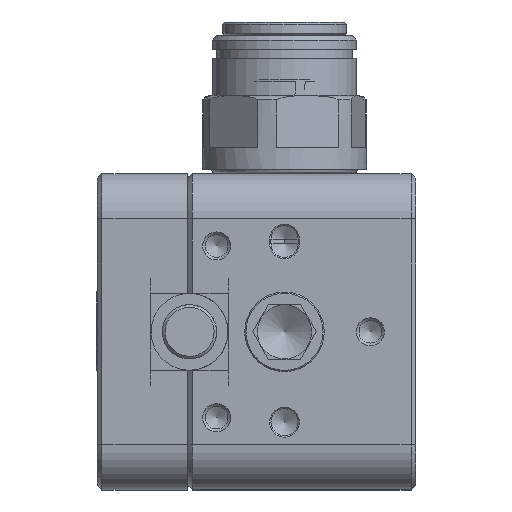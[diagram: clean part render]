
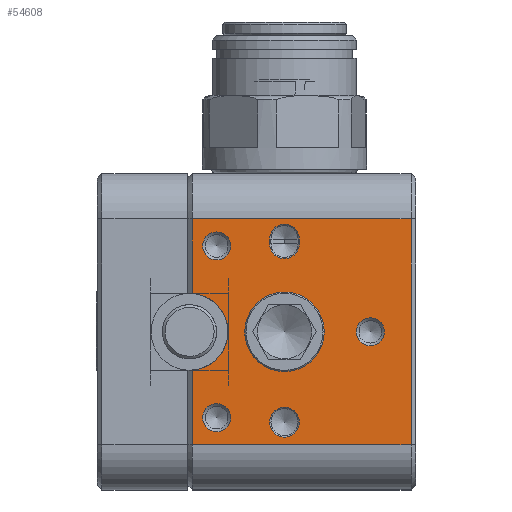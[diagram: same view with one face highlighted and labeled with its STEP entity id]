
A CAD part, left-side view. The second image highlights one B-rep face of the part: STEP entity #54608.
In plain terms, the highlighted planar face has unit normal (-1, 0, 0).
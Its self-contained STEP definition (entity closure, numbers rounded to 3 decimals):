
#117 = ORIENTED_EDGE ( 'NONE', *, *, #6295, .F. ) ;
#182 = DIRECTION ( 'NONE',  ( 0., 1., 0. ) ) ;
#726 = VECTOR ( 'NONE', #9299, 1000. ) ;
#967 = CIRCLE ( 'NONE', #23343, 1.55 ) ;
#992 = DIRECTION ( 'NONE',  ( 1., 0., 0. ) ) ;
#1001 = ORIENTED_EDGE ( 'NONE', *, *, #6970, .F. ) ;
#1288 = ORIENTED_EDGE ( 'NONE', *, *, #5757, .F. ) ;
#1376 = ORIENTED_EDGE ( 'NONE', *, *, #3156, .T. ) ;
#1506 = CARTESIAN_POINT ( 'NONE',  ( -20.636, 473.228, 630.293 ) ) ;
#2153 = VERTEX_POINT ( 'NONE', #44886 ) ;
#2241 = LINE ( 'NONE', #33308, #9152 ) ;
#2453 = EDGE_CURVE ( 'NONE', #21737, #39718, #12553, .T. ) ;
#3156 = EDGE_CURVE ( 'NONE', #10961, #18842, #4237, .T. ) ;
#3651 = VERTEX_POINT ( 'NONE', #50748 ) ;
#3812 = DIRECTION ( 'NONE',  ( 0., 0., 1. ) ) ;
#3871 = VECTOR ( 'NONE', #182, 1000. ) ;
#3918 = VERTEX_POINT ( 'NONE', #22465 ) ;
#3946 = EDGE_CURVE ( 'NONE', #3918, #3918, #967, .T. ) ;
#4107 = AXIS2_PLACEMENT_3D ( 'NONE', #49725, #36925, #27601 ) ;
#4237 = CIRCLE ( 'NONE', #23951, 4.25 ) ;
#4673 = EDGE_CURVE ( 'NONE', #39718, #2153, #44275, .T. ) ;
#4698 = FACE_BOUND ( 'NONE', #42372, .T. ) ;
#5007 = CIRCLE ( 'NONE', #38706, 1.65 ) ;
#5757 = EDGE_CURVE ( 'NONE', #48390, #48390, #8035, .T. ) ;
#5781 = DIRECTION ( 'NONE',  ( 0., 0., 1. ) ) ;
#5795 = CARTESIAN_POINT ( 'NONE',  ( -20.636, 451.728, 636.743 ) ) ;
#6295 = EDGE_CURVE ( 'NONE', #30912, #30912, #49993, .T. ) ;
#6833 = ORIENTED_EDGE ( 'NONE', *, *, #4673, .F. ) ;
#6870 = CARTESIAN_POINT ( 'NONE',  ( -20.636, 467.378, 628.993 ) ) ;
#6970 = EDGE_CURVE ( 'NONE', #52790, #52790, #40706, .T. ) ;
#8035 = CIRCLE ( 'NONE', #40790, 4.4 ) ;
#8903 = CARTESIAN_POINT ( 'NONE',  ( -20.636, 465.728, 610.893 ) ) ;
#9152 = VECTOR ( 'NONE', #51345, 1000. ) ;
#9299 = DIRECTION ( 'NONE',  ( 0., 0., -1. ) ) ;
#9380 = FACE_OUTER_BOUND ( 'NONE', #37659, .T. ) ;
#10809 = DIRECTION ( 'NONE',  ( 0., 0., 1. ) ) ;
#10961 = VERTEX_POINT ( 'NONE', #24944 ) ;
#12553 = CIRCLE ( 'NONE', #4107, 1.65 ) ;
#12956 = CARTESIAN_POINT ( 'NONE',  ( -20.636, 475.928, 615.003 ) ) ;
#13266 = ORIENTED_EDGE ( 'NONE', *, *, #42403, .T. ) ;
#13783 = FACE_BOUND ( 'NONE', #56845, .T. ) ;
#14494 = VERTEX_POINT ( 'NONE', #53773 ) ;
#14517 = EDGE_CURVE ( 'NONE', #14494, #10961, #49105, .T. ) ;
#14856 = EDGE_LOOP ( 'NONE', ( #1288 ) ) ;
#14921 = DIRECTION ( 'NONE',  ( 0., 0., 1. ) ) ;
#15192 = DIRECTION ( 'NONE',  ( -1., 0., 0. ) ) ;
#15200 = DIRECTION ( 'NONE',  ( 0., 0., -1. ) ) ;
#17250 = DIRECTION ( 'NONE',  ( 0., 0., -1. ) ) ;
#17737 = CARTESIAN_POINT ( 'NONE',  ( -20.636, 473.228, 611.293 ) ) ;
#18196 = EDGE_LOOP ( 'NONE', ( #13266, #50611, #6833, #21609 ) ) ;
#18250 = FACE_BOUND ( 'NONE', #18196, .T. ) ;
#18842 = VERTEX_POINT ( 'NONE', #12956 ) ;
#19413 = CARTESIAN_POINT ( 'NONE',  ( -20.636, 476.428, 636.743 ) ) ;
#19942 = DIRECTION ( 'NONE',  ( -1., 0., 0. ) ) ;
#21267 = CARTESIAN_POINT ( 'NONE',  ( -20.636, 475.928, 606.743 ) ) ;
#21609 = ORIENTED_EDGE ( 'NONE', *, *, #2453, .F. ) ;
#21737 = VERTEX_POINT ( 'NONE', #57025 ) ;
#22465 = CARTESIAN_POINT ( 'NONE',  ( -20.636, 456.228, 620.793 ) ) ;
#23050 = AXIS2_PLACEMENT_3D ( 'NONE', #35146, #34857, #47938 ) ;
#23166 = DIRECTION ( 'NONE',  ( 0., 0., 1. ) ) ;
#23343 = AXIS2_PLACEMENT_3D ( 'NONE', #49165, #57671, #3812 ) ;
#23951 = AXIS2_PLACEMENT_3D ( 'NONE', #53920, #992, #35846 ) ;
#24307 = CARTESIAN_POINT ( 'NONE',  ( -20.636, 473.228, 628.743 ) ) ;
#24785 = DIRECTION ( 'NONE',  ( 0., 0., 1. ) ) ;
#24944 = CARTESIAN_POINT ( 'NONE',  ( -20.636, 475.928, 623.482 ) ) ;
#25821 = EDGE_CURVE ( 'NONE', #48030, #31556, #45819, .T. ) ;
#25956 = VECTOR ( 'NONE', #17250, 1000. ) ;
#25996 = VECTOR ( 'NONE', #23166, 1000. ) ;
#26513 = EDGE_CURVE ( 'NONE', #35215, #48030, #2241, .T. ) ;
#27332 = PLANE ( 'NONE',  #40656 ) ;
#27601 = DIRECTION ( 'NONE',  ( 0., 0., 1. ) ) ;
#28472 = DIRECTION ( 'NONE',  ( -1., 0., 0. ) ) ;
#28662 = CARTESIAN_POINT ( 'NONE',  ( -20.636, 465.728, 629.493 ) ) ;
#28899 = ORIENTED_EDGE ( 'NONE', *, *, #50134, .T. ) ;
#30609 = CARTESIAN_POINT ( 'NONE',  ( -20.636, 464.078, 628.993 ) ) ;
#30912 = VERTEX_POINT ( 'NONE', #17737 ) ;
#31556 = VERTEX_POINT ( 'NONE', #54237 ) ;
#31685 = FACE_BOUND ( 'NONE', #41478, .T. ) ;
#32458 = EDGE_LOOP ( 'NONE', ( #48922 ) ) ;
#32954 = EDGE_CURVE ( 'NONE', #41605, #41605, #39862, .T. ) ;
#33308 = CARTESIAN_POINT ( 'NONE',  ( -20.636, 476.428, 606.743 ) ) ;
#34738 = ORIENTED_EDGE ( 'NONE', *, *, #32954, .F. ) ;
#34857 = DIRECTION ( 'NONE',  ( -1., 0., 0. ) ) ;
#35146 = CARTESIAN_POINT ( 'NONE',  ( -20.636, 473.228, 609.743 ) ) ;
#35215 = VERTEX_POINT ( 'NONE', #21267 ) ;
#35846 = DIRECTION ( 'NONE',  ( 0., 0., 1. ) ) ;
#36157 = CARTESIAN_POINT ( 'NONE',  ( -20.636, 464.078, 628.993 ) ) ;
#36925 = DIRECTION ( 'NONE',  ( -1., 0., 0. ) ) ;
#37065 = LINE ( 'NONE', #6870, #57016 ) ;
#37291 = EDGE_CURVE ( 'NONE', #2153, #3651, #5007, .T. ) ;
#37659 = EDGE_LOOP ( 'NONE', ( #49680, #37714, #41471, #43753, #1376, #28899 ) ) ;
#37693 = DIRECTION ( 'NONE',  ( -1., 0., 0. ) ) ;
#37714 = ORIENTED_EDGE ( 'NONE', *, *, #25821, .T. ) ;
#38003 = AXIS2_PLACEMENT_3D ( 'NONE', #24307, #19942, #54672 ) ;
#38706 = AXIS2_PLACEMENT_3D ( 'NONE', #28662, #37693, #5781 ) ;
#39203 = LINE ( 'NONE', #57298, #25956 ) ;
#39718 = VERTEX_POINT ( 'NONE', #36157 ) ;
#39862 = CIRCLE ( 'NONE', #38003, 1.55 ) ;
#40256 = VECTOR ( 'NONE', #48364, 1000. ) ;
#40656 = AXIS2_PLACEMENT_3D ( 'NONE', #19413, #55273, #15200 ) ;
#40706 = CIRCLE ( 'NONE', #45297, 1.65 ) ;
#40790 = AXIS2_PLACEMENT_3D ( 'NONE', #55263, #15192, #10809 ) ;
#41471 = ORIENTED_EDGE ( 'NONE', *, *, #53906, .T. ) ;
#41478 = EDGE_LOOP ( 'NONE', ( #117 ) ) ;
#41605 = VERTEX_POINT ( 'NONE', #1506 ) ;
#42372 = EDGE_LOOP ( 'NONE', ( #34738 ) ) ;
#42403 = EDGE_CURVE ( 'NONE', #21737, #3651, #37065, .T. ) ;
#43484 = CARTESIAN_POINT ( 'NONE',  ( -20.636, 476.428, 631.743 ) ) ;
#43753 = ORIENTED_EDGE ( 'NONE', *, *, #14517, .T. ) ;
#44060 = LINE ( 'NONE', #43484, #3871 ) ;
#44275 = LINE ( 'NONE', #30609, #40256 ) ;
#44771 = FACE_BOUND ( 'NONE', #14856, .T. ) ;
#44848 = CARTESIAN_POINT ( 'NONE',  ( -20.636, 465.728, 623.643 ) ) ;
#44886 = CARTESIAN_POINT ( 'NONE',  ( -20.636, 464.078, 629.493 ) ) ;
#45297 = AXIS2_PLACEMENT_3D ( 'NONE', #55871, #28472, #14921 ) ;
#45819 = LINE ( 'NONE', #5795, #25996 ) ;
#47938 = DIRECTION ( 'NONE',  ( 0., 0., 1. ) ) ;
#48030 = VERTEX_POINT ( 'NONE', #54437 ) ;
#48364 = DIRECTION ( 'NONE',  ( 0., 0., 1. ) ) ;
#48390 = VERTEX_POINT ( 'NONE', #44848 ) ;
#48922 = ORIENTED_EDGE ( 'NONE', *, *, #3946, .F. ) ;
#49105 = LINE ( 'NONE', #49378, #726 ) ;
#49165 = CARTESIAN_POINT ( 'NONE',  ( -20.636, 456.228, 619.243 ) ) ;
#49378 = CARTESIAN_POINT ( 'NONE',  ( -20.636, 475.928, 623.493 ) ) ;
#49680 = ORIENTED_EDGE ( 'NONE', *, *, #26513, .T. ) ;
#49725 = CARTESIAN_POINT ( 'NONE',  ( -20.636, 465.728, 628.993 ) ) ;
#49993 = CIRCLE ( 'NONE', #23050, 1.55 ) ;
#50134 = EDGE_CURVE ( 'NONE', #18842, #35215, #39203, .T. ) ;
#50611 = ORIENTED_EDGE ( 'NONE', *, *, #37291, .F. ) ;
#50748 = CARTESIAN_POINT ( 'NONE',  ( -20.636, 467.378, 629.493 ) ) ;
#51345 = DIRECTION ( 'NONE',  ( 0., -1., 0. ) ) ;
#52790 = VERTEX_POINT ( 'NONE', #8903 ) ;
#53773 = CARTESIAN_POINT ( 'NONE',  ( -20.636, 475.928, 631.743 ) ) ;
#53906 = EDGE_CURVE ( 'NONE', #31556, #14494, #44060, .T. ) ;
#53920 = CARTESIAN_POINT ( 'NONE',  ( -20.636, 476.228, 619.243 ) ) ;
#54237 = CARTESIAN_POINT ( 'NONE',  ( -20.636, 451.728, 631.743 ) ) ;
#54417 = FACE_BOUND ( 'NONE', #32458, .T. ) ;
#54437 = CARTESIAN_POINT ( 'NONE',  ( -20.636, 451.728, 606.743 ) ) ;
#54608 = ADVANCED_FACE ( 'NONE', ( #18250, #13783, #44771, #4698, #31685, #54417, #9380 ), #27332, .F. ) ;
#54672 = DIRECTION ( 'NONE',  ( 0., 0., 1. ) ) ;
#55263 = CARTESIAN_POINT ( 'NONE',  ( -20.636, 465.728, 619.243 ) ) ;
#55273 = DIRECTION ( 'NONE',  ( 1., 0., 0. ) ) ;
#55871 = CARTESIAN_POINT ( 'NONE',  ( -20.636, 465.728, 609.243 ) ) ;
#56845 = EDGE_LOOP ( 'NONE', ( #1001 ) ) ;
#57016 = VECTOR ( 'NONE', #24785, 1000. ) ;
#57025 = CARTESIAN_POINT ( 'NONE',  ( -20.636, 467.378, 628.993 ) ) ;
#57298 = CARTESIAN_POINT ( 'NONE',  ( -20.636, 475.928, 606.743 ) ) ;
#57671 = DIRECTION ( 'NONE',  ( -1., 0., 0. ) ) ;
